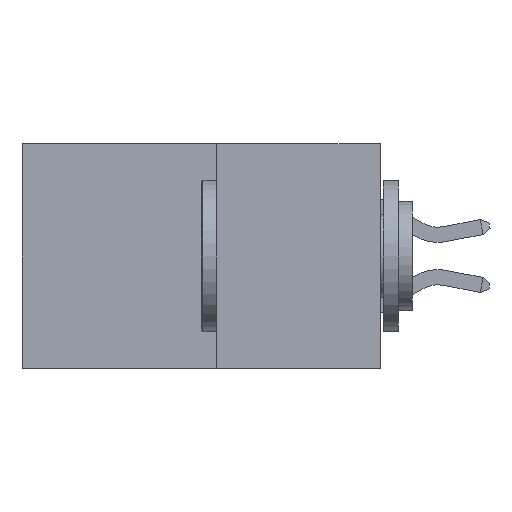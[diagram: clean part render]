
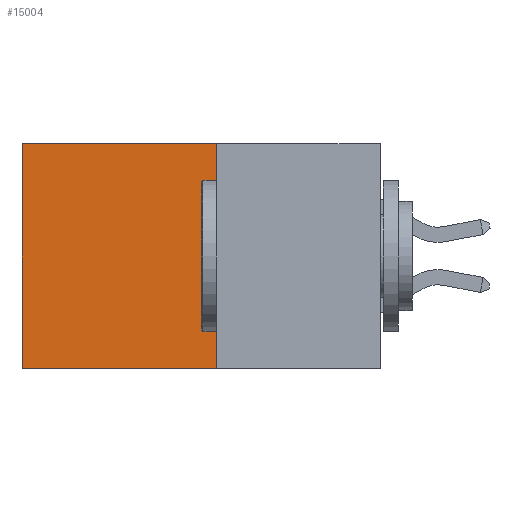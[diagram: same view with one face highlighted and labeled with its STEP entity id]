
A CAD part, left-side view. The second image highlights one B-rep face of the part: STEP entity #15004.
In plain terms, the highlighted planar face has unit normal (-1, 0, 0).
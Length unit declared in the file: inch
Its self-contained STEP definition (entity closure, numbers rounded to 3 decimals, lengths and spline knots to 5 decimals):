
#116 = DIRECTION ( 'NONE',  ( 0., 0., -1. ) ) ;
#135 = CARTESIAN_POINT ( 'NONE',  ( 0.277, 0.27, -0.37 ) ) ;
#218 = ORIENTED_EDGE ( 'NONE', *, *, #2905, .T. ) ;
#2527 = LINE ( 'NONE', #4542, #16002 ) ;
#2626 = LINE ( 'NONE', #16367, #9262 ) ;
#2905 = EDGE_CURVE ( 'NONE', #8875, #9532, #10110, .T. ) ;
#3680 = VECTOR ( 'NONE', #116, 39.37008 ) ;
#3870 = DIRECTION ( 'NONE',  ( 1., 0., 0. ) ) ;
#4015 = EDGE_CURVE ( 'NONE', #5202, #16626, #10261, .T. ) ;
#4097 = EDGE_LOOP ( 'NONE', ( #218, #10432, #8651, #13763 ) ) ;
#4542 = CARTESIAN_POINT ( 'NONE',  ( 0.277, 0.27, 0. ) ) ;
#5202 = VERTEX_POINT ( 'NONE', #9171 ) ;
#5409 = FACE_OUTER_BOUND ( 'NONE', #4097, .T. ) ;
#6537 = CARTESIAN_POINT ( 'NONE',  ( 0.277, 0.59, -0.37 ) ) ;
#6564 = DIRECTION ( 'NONE',  ( 0., 0., -1. ) ) ;
#6620 = VECTOR ( 'NONE', #6564, 39.37008 ) ;
#6866 = EDGE_CURVE ( 'NONE', #16626, #9532, #2626, .T. ) ;
#7128 = DIRECTION ( 'NONE',  ( 0., 1., 0. ) ) ;
#8543 = CARTESIAN_POINT ( 'NONE',  ( 0.277, 0.59, 0. ) ) ;
#8651 = ORIENTED_EDGE ( 'NONE', *, *, #4015, .F. ) ;
#8875 = VERTEX_POINT ( 'NONE', #8543 ) ;
#9171 = CARTESIAN_POINT ( 'NONE',  ( 0.277, 0.27, 0. ) ) ;
#9262 = VECTOR ( 'NONE', #16408, 39.37008 ) ;
#9532 = VERTEX_POINT ( 'NONE', #12641 ) ;
#9659 = AXIS2_PLACEMENT_3D ( 'NONE', #11749, #3870, #13039 ) ;
#10076 = EDGE_CURVE ( 'NONE', #5202, #8875, #2527, .T. ) ;
#10110 = LINE ( 'NONE', #6537, #6620 ) ;
#10261 = LINE ( 'NONE', #135, #3680 ) ;
#10432 = ORIENTED_EDGE ( 'NONE', *, *, #6866, .F. ) ;
#11749 = CARTESIAN_POINT ( 'NONE',  ( 0.277, 0.27, -0.37 ) ) ;
#12424 = CARTESIAN_POINT ( 'NONE',  ( 0.277, 0.27, -0.37 ) ) ;
#12641 = CARTESIAN_POINT ( 'NONE',  ( 0.277, 0.59, -0.37 ) ) ;
#13039 = DIRECTION ( 'NONE',  ( 0., 0., -1. ) ) ;
#13763 = ORIENTED_EDGE ( 'NONE', *, *, #10076, .T. ) ;
#14266 = PLANE ( 'NONE',  #9659 ) ;
#15004 = ADVANCED_FACE ( 'NONE', ( #5409 ), #14266, .F. ) ;
#16002 = VECTOR ( 'NONE', #7128, 39.37008 ) ;
#16367 = CARTESIAN_POINT ( 'NONE',  ( 0.277, 0.27, -0.37 ) ) ;
#16408 = DIRECTION ( 'NONE',  ( 0., 1., 0. ) ) ;
#16626 = VERTEX_POINT ( 'NONE', #12424 ) ;
